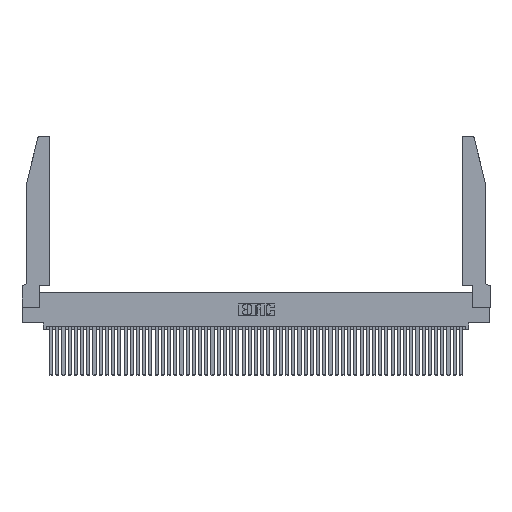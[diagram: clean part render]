
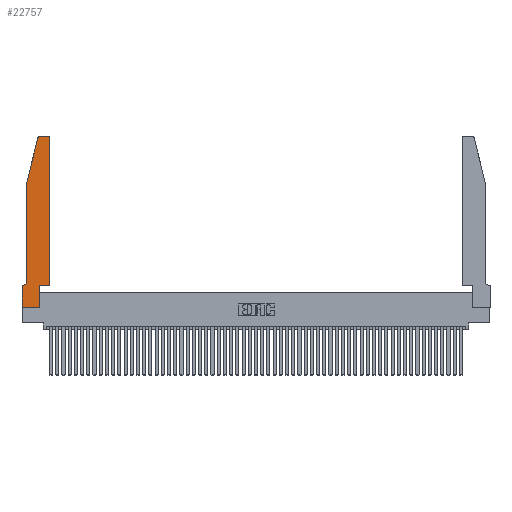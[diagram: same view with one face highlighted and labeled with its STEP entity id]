
A CAD part, top view. The second image highlights one B-rep face of the part: STEP entity #22757.
In plain terms, the highlighted planar face has unit normal (0, 0, 1).
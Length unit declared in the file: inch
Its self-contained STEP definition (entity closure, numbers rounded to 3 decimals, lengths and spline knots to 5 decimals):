
#360 = CARTESIAN_POINT ( 'NONE',  ( 0.0755, 0.35, 0.37 ) ) ;
#514 = DIRECTION ( 'NONE',  ( 0., -1., 0. ) ) ;
#548 = DIRECTION ( 'NONE',  ( -0.239, -0.971, 0. ) ) ;
#2301 = DIRECTION ( 'NONE',  ( 0., 1., 0. ) ) ;
#2337 = EDGE_CURVE ( 'NONE', #46483, #43665, #24645, .T. ) ;
#2773 = CARTESIAN_POINT ( 'NONE',  ( 0.0755, 0.42, 0.37 ) ) ;
#3562 = AXIS2_PLACEMENT_3D ( 'NONE', #20412, #20590, #36488 ) ;
#4461 = LINE ( 'NONE', #51476, #22619 ) ;
#7046 = EDGE_CURVE ( 'NONE', #28583, #23534, #51920, .T. ) ;
#7384 = LINE ( 'NONE', #15684, #27539 ) ;
#7520 = DIRECTION ( 'NONE',  ( 0., 1., 0. ) ) ;
#8165 = EDGE_CURVE ( 'NONE', #26095, #46483, #47223, .T. ) ;
#9366 = CARTESIAN_POINT ( 'NONE',  ( 0.0055, 0.35, 0.37 ) ) ;
#9951 = CARTESIAN_POINT ( 'NONE',  ( 0., 0., 0.37 ) ) ;
#11719 = DIRECTION ( 'NONE',  ( 1., 0., 0. ) ) ;
#12232 = DIRECTION ( 'NONE',  ( 0., 0., 1. ) ) ;
#12831 = DIRECTION ( 'NONE',  ( 0., 0., 1. ) ) ;
#13012 = DIRECTION ( 'NONE',  ( 1., 0., 0. ) ) ;
#13661 = DIRECTION ( 'NONE',  ( 0., 0., 1. ) ) ;
#14308 = CARTESIAN_POINT ( 'NONE',  ( 0., 0., 0.37 ) ) ;
#14557 = ORIENTED_EDGE ( 'NONE', *, *, #32949, .T. ) ;
#14594 = ORIENTED_EDGE ( 'NONE', *, *, #15371, .T. ) ;
#14687 = VECTOR ( 'NONE', #7520, 39.37008 ) ;
#14960 = VECTOR ( 'NONE', #21247, 39.37008 ) ;
#15121 = VERTEX_POINT ( 'NONE', #2773 ) ;
#15371 = EDGE_CURVE ( 'NONE', #32924, #21629, #21275, .T. ) ;
#15684 = CARTESIAN_POINT ( 'NONE',  ( 0.4505, 0.35, 0.37 ) ) ;
#15948 = LINE ( 'NONE', #49567, #14687 ) ;
#16559 = ORIENTED_EDGE ( 'NONE', *, *, #44509, .T. ) ;
#16598 = VERTEX_POINT ( 'NONE', #24942 ) ;
#16901 = DIRECTION ( 'NONE',  ( 1., 0., 0. ) ) ;
#17092 = CARTESIAN_POINT ( 'NONE',  ( 0.4205, 2.75, 0.37 ) ) ;
#17634 = AXIS2_PLACEMENT_3D ( 'NONE', #49994, #12831, #13012 ) ;
#17755 = CIRCLE ( 'NONE', #3562, 0.07 ) ;
#18420 = EDGE_CURVE ( 'NONE', #15121, #28397, #17755, .T. ) ;
#20412 = CARTESIAN_POINT ( 'NONE',  ( 0.0055, 0.42, 0.37 ) ) ;
#20590 = DIRECTION ( 'NONE',  ( 0., 0., -1. ) ) ;
#21187 = CARTESIAN_POINT ( 'NONE',  ( 0.4505, 2.72, 0.37 ) ) ;
#21247 = DIRECTION ( 'NONE',  ( -1., 0., 0. ) ) ;
#21275 = CIRCLE ( 'NONE', #23261, 0.03 ) ;
#21605 = ORIENTED_EDGE ( 'NONE', *, *, #36915, .T. ) ;
#21629 = VERTEX_POINT ( 'NONE', #17092 ) ;
#21961 = DIRECTION ( 'NONE',  ( 1., 0., 0. ) ) ;
#22619 = VECTOR ( 'NONE', #35079, 39.37008 ) ;
#22757 = ADVANCED_FACE ( 'NONE', ( #51356 ), #42130, .T. ) ;
#23261 = AXIS2_PLACEMENT_3D ( 'NONE', #38611, #13661, #21961 ) ;
#23534 = VERTEX_POINT ( 'NONE', #50101 ) ;
#24645 = LINE ( 'NONE', #53725, #25971 ) ;
#24942 = CARTESIAN_POINT ( 'NONE',  ( 0.2865, 0.35, 0.37 ) ) ;
#25965 = LINE ( 'NONE', #360, #14960 ) ;
#25971 = VECTOR ( 'NONE', #548, 39.37008 ) ;
#26050 = ORIENTED_EDGE ( 'NONE', *, *, #38412, .T. ) ;
#26095 = VERTEX_POINT ( 'NONE', #42393 ) ;
#26540 = ORIENTED_EDGE ( 'NONE', *, *, #39706, .T. ) ;
#27523 = ORIENTED_EDGE ( 'NONE', *, *, #41550, .T. ) ;
#27539 = VECTOR ( 'NONE', #11719, 39.37008 ) ;
#28397 = VERTEX_POINT ( 'NONE', #9366 ) ;
#28583 = VERTEX_POINT ( 'NONE', #48469 ) ;
#29051 = VECTOR ( 'NONE', #30653, 39.37008 ) ;
#29215 = VECTOR ( 'NONE', #514, 39.37008 ) ;
#29854 = LINE ( 'NONE', #38574, #29215 ) ;
#30468 = DIRECTION ( 'NONE',  ( 1., 0., 0. ) ) ;
#30653 = DIRECTION ( 'NONE',  ( 0., -1., 0. ) ) ;
#32823 = ORIENTED_EDGE ( 'NONE', *, *, #2337, .T. ) ;
#32924 = VERTEX_POINT ( 'NONE', #21187 ) ;
#32949 = EDGE_CURVE ( 'NONE', #21629, #26095, #4461, .T. ) ;
#34371 = CARTESIAN_POINT ( 'NONE',  ( 0.0755, 2., 0.37 ) ) ;
#34901 = ORIENTED_EDGE ( 'NONE', *, *, #43741, .T. ) ;
#35079 = DIRECTION ( 'NONE',  ( -1., 0., 0. ) ) ;
#36488 = DIRECTION ( 'NONE',  ( -1., 0., 0. ) ) ;
#36876 = CARTESIAN_POINT ( 'NONE',  ( 0.4505, 0.35, 0.37 ) ) ;
#36915 = EDGE_CURVE ( 'NONE', #16598, #44074, #7384, .T. ) ;
#37136 = CARTESIAN_POINT ( 'NONE',  ( 0.284, 2.72, 0.37 ) ) ;
#37797 = VECTOR ( 'NONE', #30468, 39.37008 ) ;
#37959 = VERTEX_POINT ( 'NONE', #43645 ) ;
#38412 = EDGE_CURVE ( 'NONE', #23534, #37959, #38504, .T. ) ;
#38504 = LINE ( 'NONE', #9951, #37797 ) ;
#38574 = CARTESIAN_POINT ( 'NONE',  ( 0.0755, 2., 0.37 ) ) ;
#38611 = CARTESIAN_POINT ( 'NONE',  ( 0.4205, 2.72, 0.37 ) ) ;
#39706 = EDGE_CURVE ( 'NONE', #28397, #28583, #25965, .T. ) ;
#39958 = ORIENTED_EDGE ( 'NONE', *, *, #18420, .T. ) ;
#41550 = EDGE_CURVE ( 'NONE', #44074, #32924, #15948, .T. ) ;
#41820 = ORIENTED_EDGE ( 'NONE', *, *, #8165, .T. ) ;
#42130 = PLANE ( 'NONE',  #17634 ) ;
#42393 = CARTESIAN_POINT ( 'NONE',  ( 0.284, 2.75, 0.37 ) ) ;
#43645 = CARTESIAN_POINT ( 'NONE',  ( 0.2865, 0., 0.37 ) ) ;
#43665 = VERTEX_POINT ( 'NONE', #34371 ) ;
#43741 = EDGE_CURVE ( 'NONE', #43665, #15121, #29854, .T. ) ;
#44074 = VERTEX_POINT ( 'NONE', #36876 ) ;
#44238 = CARTESIAN_POINT ( 'NONE',  ( 0.25487, 2.72718, 0.37 ) ) ;
#44509 = EDGE_CURVE ( 'NONE', #37959, #16598, #53852, .T. ) ;
#46483 = VERTEX_POINT ( 'NONE', #44238 ) ;
#47223 = CIRCLE ( 'NONE', #48605, 0.03 ) ;
#47421 = ORIENTED_EDGE ( 'NONE', *, *, #7046, .T. ) ;
#48469 = CARTESIAN_POINT ( 'NONE',  ( 0., 0.35, 0.37 ) ) ;
#48605 = AXIS2_PLACEMENT_3D ( 'NONE', #37136, #12232, #16901 ) ;
#49567 = CARTESIAN_POINT ( 'NONE',  ( 0.4505, 0.35, 0.37 ) ) ;
#49994 = CARTESIAN_POINT ( 'NONE',  ( 0., 0.35, 0.37 ) ) ;
#50101 = CARTESIAN_POINT ( 'NONE',  ( 0., 0., 0.37 ) ) ;
#51356 = FACE_OUTER_BOUND ( 'NONE', #53172, .T. ) ;
#51476 = CARTESIAN_POINT ( 'NONE',  ( 0.2605, 2.75, 0.37 ) ) ;
#51920 = LINE ( 'NONE', #14308, #29051 ) ;
#52538 = VECTOR ( 'NONE', #2301, 39.37008 ) ;
#52866 = CARTESIAN_POINT ( 'NONE',  ( 0.2865, 0.35, 0.37 ) ) ;
#53172 = EDGE_LOOP ( 'NONE', ( #14557, #41820, #32823, #34901, #39958, #26540, #47421, #26050, #16559, #21605, #27523, #14594 ) ) ;
#53725 = CARTESIAN_POINT ( 'NONE',  ( 0.0755, 2., 0.37 ) ) ;
#53852 = LINE ( 'NONE', #52866, #52538 ) ;
